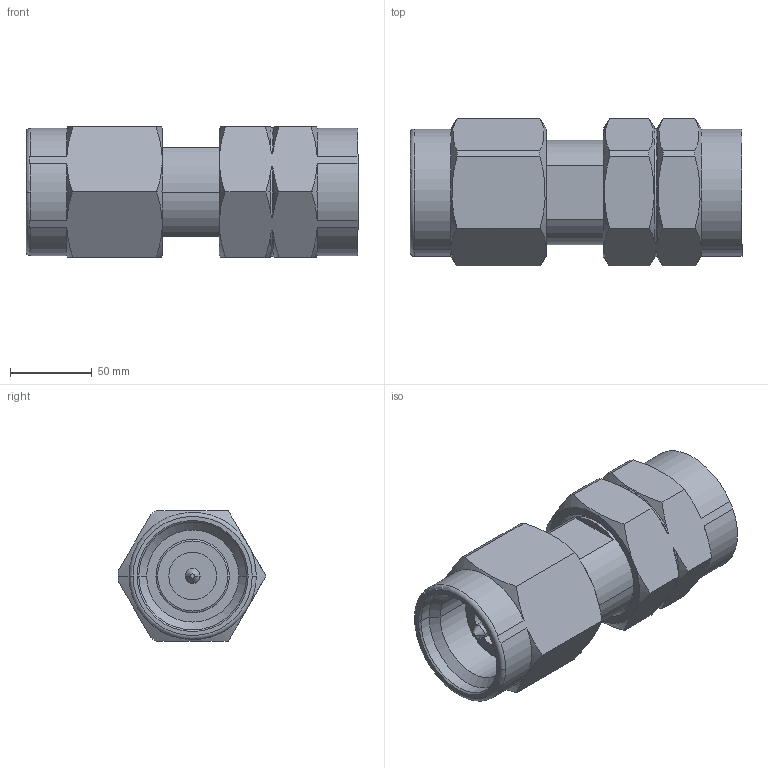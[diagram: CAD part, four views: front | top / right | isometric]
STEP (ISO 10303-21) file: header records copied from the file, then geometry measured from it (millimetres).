
FILE_DESCRIPTION (( 'STEP AP214' ), '1' );
FILE_NAME ('3.5-2.4-JJ.STEP', '2023-11-28T16:02:32', ( '' ), ( '' ), 'SwSTEP 2.0', 'SolidWorks 2016', '' );
FILE_SCHEMA (( 'AUTOMOTIVE_DESIGN' ));
Length unit declared in the file: millimetre
Products named in the file (1): 3.5-2.4-JJ
Bounding box: 203.5 x 90.66 x 80 mm (x, y, z)
Volume: 721318.4 mm3; surface area: 107716 mm2
Topology: 1 solids, 1 shells, 140 faces, 324 edges, 202 vertices
Faces by surface type: cylinder 46, cone 44, plane 38, torus 12
Entity records: 4536 total; most frequent: CARTESIAN_POINT 1301, DIRECTION 700, ORIENTED_EDGE 648, EDGE_CURVE 324, AXIS2_PLACEMENT_3D 293, VERTEX_POINT 202, EDGE_LOOP 156, CIRCLE 152
